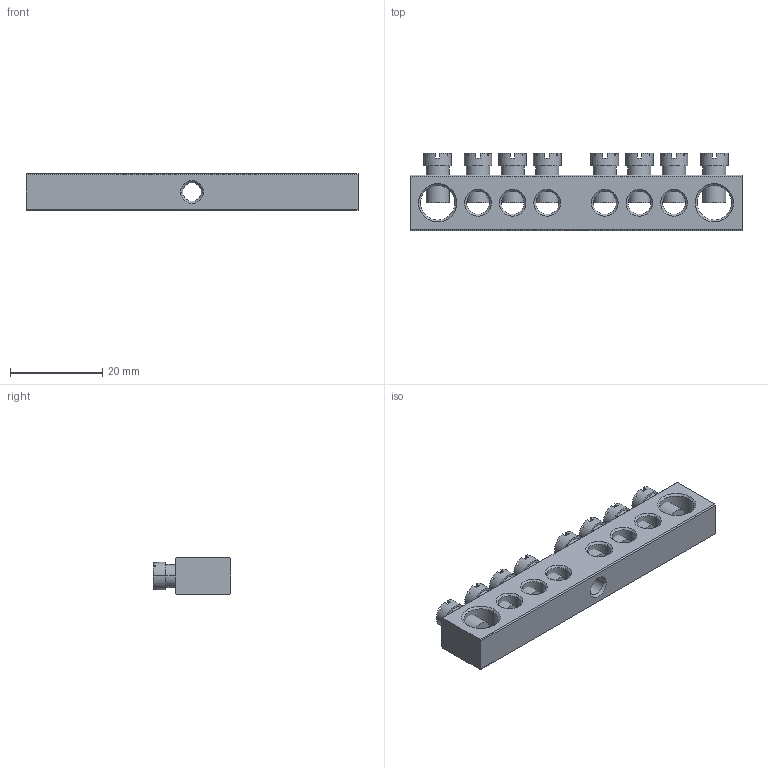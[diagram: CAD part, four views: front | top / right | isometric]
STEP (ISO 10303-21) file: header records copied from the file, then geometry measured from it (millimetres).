
FILE_DESCRIPTION (( 'STEP AP214' ), '1' );
FILE_NAME ('YNN20-08-100 Øèíà PEN çåìëÿ-íîëü 8õ12ìì 8_1 (8ãðóïïû_êðåï ïî öåíòð) ÈÝÊ.STEP', '2016-08-24T13:17:01', ( 'user' ), ( '' ), 'SwSTEP 2.0', 'SolidWorks 2014', '' );
FILE_SCHEMA (( 'AUTOMOTIVE_DESIGN' ));
Length unit declared in the file: millimetre
Products named in the file (3): YNN20-08-100 Øèíà PEN çåìëÿ-íîëü 8õ12ìì 8_1 (8ãðóïïû_êðåï ïî öåíòð) ÈÝÊ; Øèíà ÂõÍ n-1_8å12 8-1; Âèíò_Œ5
Assembly tree (9 placements, depth 2):
  YNN20-08-100 Øèíà PEN çåìëÿ-íîëü 8õ12ìì 8_1 (8ãðóïïû_êðåï ïî öåíòð) ÈÝÊ
    Øèíà ÂõÍ n-1_8å12 8-1
    Âèíò_Œ5  x8
Bounding box: 72 x 16.7 x 8 mm (x, y, z)
Volume: 6429 mm3; surface area: 5912.2 mm2
Topology: 9 solids, 9 shells, 416 faces, 1094 edges, 704 vertices
Faces by surface type: plane 282, cone 68, cylinder 66
Entity records: 4964 total; most frequent: CARTESIAN_POINT 1257, DIRECTION 738, ORIENTED_EDGE 672, EDGE_CURVE 336, AXIS2_PLACEMENT_3D 288, VERTEX_POINT 207, EDGE_LOOP 173, VECTOR 162
